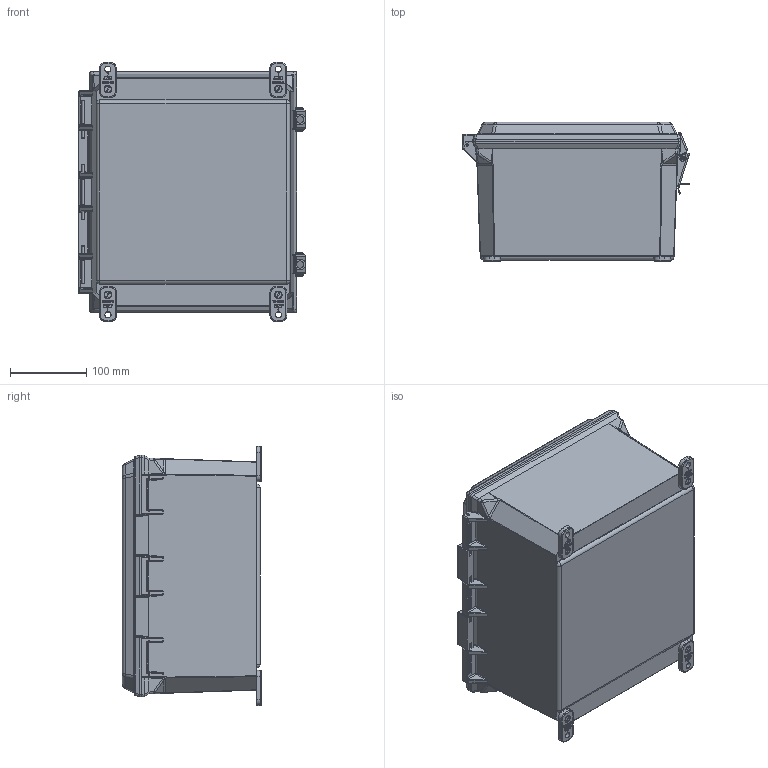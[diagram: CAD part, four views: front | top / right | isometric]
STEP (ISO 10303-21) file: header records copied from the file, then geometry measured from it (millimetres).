
FILE_DESCRIPTION (( 'STEP AP203' ), '1' );
FILE_NAME ('AMU1206L.step', '2014-04-24T13:34:02', ( '' ), ( '' ), 'SwSTEP 2.0', 'SolidWorks 2014', '' );
FILE_SCHEMA (( 'CONFIG_CONTROL_DESIGN' ));
Length unit declared in the file: inch
Products named in the file (14): 55-103212; 70-AMPSSLCH316 (LATCH LEVER); AMU1206L; 70-AMPSSLCH316 (LATCH HOOK); 70-AMPSSLCH316 (RIVET A); 70-AMPSSLCH316 (RIVET B); 70-AMPSSLCH316_INSTALLED POSITION; 2319001_box; 70-60823-1; 2321001_part; 55-1032516_PreviewCfg; 2381001; 70-HPIN12316; 70-AMPSSLCH316 (LATCH BASE)
Assembly tree (23 placements, depth 3):
  AMU1206L
    2319001_box
    2321001_part
    2381001  x4
    70-AMPSSLCH316_INSTALLED POSITION  x2
      70-AMPSSLCH316 (LATCH BASE)
      70-AMPSSLCH316 (LATCH LEVER)
      70-AMPSSLCH316 (LATCH HOOK)
      70-AMPSSLCH316 (RIVET A)
      70-AMPSSLCH316 (RIVET B)
    70-60823-1
    55-1032516_PreviewCfg  x4
    70-HPIN12316
    55-103212  x4
Bounding box: 298.66 x 183.06 x 340.87 mm (x, y, z)
Volume: 1416353.5 mm3; surface area: 898517.3 mm2
Topology: 26 solids, 26 shells, 4016 faces, 10055 edges, 6359 vertices
Faces by surface type: plane 2128, bspline 805, cylinder 761, torus 140, cone 126, sphere 56
Entity records: 121283 total; most frequent: CARTESIAN_POINT 50635, ORIENTED_EDGE 15578, DIRECTION 12181, EDGE_CURVE 7789, VERTEX_POINT 4925, VECTOR 4761, LINE 4761, AXIS2_PLACEMENT_3D 3710
